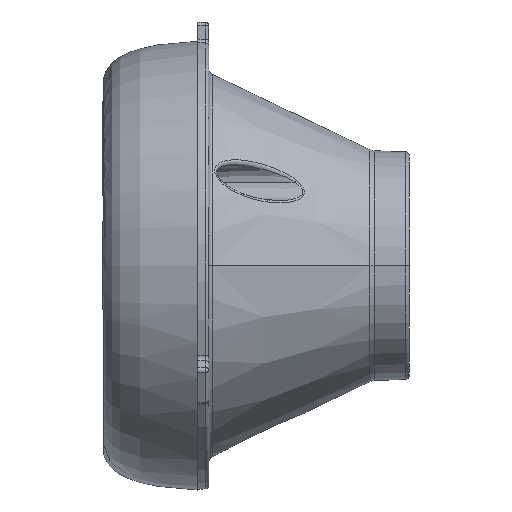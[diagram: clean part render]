
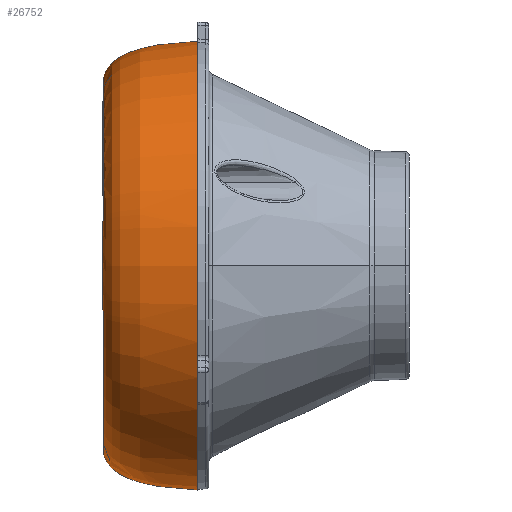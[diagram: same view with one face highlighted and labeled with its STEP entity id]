
A CAD part, left-side view. The second image highlights one B-rep face of the part: STEP entity #26752.
In plain terms, the highlighted face is a revolution surface.
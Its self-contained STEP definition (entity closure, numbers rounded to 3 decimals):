
#23088=CARTESIAN_POINT('',(-30.25,0.,0.));
#23089=CARTESIAN_POINT('',(-30.197,1.51,0.));
#23090=CARTESIAN_POINT('',(-30.039,3.693,0.));
#23091=CARTESIAN_POINT('',(-29.604,6.372,0.));
#23092=CARTESIAN_POINT('',(-29.138,8.236,0.));
#23093=CARTESIAN_POINT('',(-28.494,9.916,0.));
#23094=CARTESIAN_POINT('',(-27.761,11.113,0.));
#23095=CARTESIAN_POINT('',(-27.006,11.895,0.));
#23096=CARTESIAN_POINT('',(-26.332,12.371,
0.));
#23097=CARTESIAN_POINT('',(-25.774,12.602,
0.));
#23098=CARTESIAN_POINT('',(-25.45,12.684,0.));
#23099=CARTESIAN_POINT('',(-25.43,12.689,0.));
#23106=CARTESIAN_POINT('',(30.25,0.,0.));
#23107=CARTESIAN_POINT('',(30.197,1.51,0.));
#23108=CARTESIAN_POINT('',(30.039,3.693,0.));
#23109=CARTESIAN_POINT('',(29.604,6.372,0.));
#23110=CARTESIAN_POINT('',(29.138,8.236,0.));
#23111=CARTESIAN_POINT('',(28.494,9.916,
0.));
#23112=CARTESIAN_POINT('',(27.761,11.113,
0.));
#23113=CARTESIAN_POINT('',(27.006,11.895,
0.));
#23114=CARTESIAN_POINT('',(26.332,12.371,
0.));
#23115=CARTESIAN_POINT('',(25.774,12.602,
0.));
#23116=CARTESIAN_POINT('',(25.45,12.684,
0.));
#23117=CARTESIAN_POINT('',(25.43,12.689,
0.));
#23129=CARTESIAN_POINT('',(5.703,12.8,23.806));
#23130=CARTESIAN_POINT('',(5.731,12.8,23.882));
#23131=CARTESIAN_POINT('',(5.802,12.796,24.025));
#23132=CARTESIAN_POINT('',(5.962,12.777,24.221));
#23133=CARTESIAN_POINT('',(6.158,12.75,24.371));
#23134=CARTESIAN_POINT('',(6.37,12.723,24.465));
#23135=CARTESIAN_POINT('',(6.577,12.702,24.506));
#23136=CARTESIAN_POINT('',(6.767,12.691,24.504));
#23137=CARTESIAN_POINT('',(6.877,12.689,24.483));
#23138=CARTESIAN_POINT('',(6.928,12.689,24.468));
#23140=CARTESIAN_POINT('',(0.,12.689,0.));
#23141=DIRECTION('',(0.,1.,0.));
#23142=DIRECTION('',(0.272,0.,0.962));
#23143=AXIS2_PLACEMENT_3D('',#23140,#23141,#23142);
#23145=CARTESIAN_POINT('',(0.,0.,0.));
#23146=DIRECTION('',(0.,-1.,0.));
#23147=DIRECTION('',(1.,0.,0.));
#23148=AXIS2_PLACEMENT_3D('',#23145,#23146,#23147);
#23150=CARTESIAN_POINT('',(0.,12.689,0.));
#23151=DIRECTION('',(0.,1.,0.));
#23152=DIRECTION('',(-1.,0.,0.));
#23153=AXIS2_PLACEMENT_3D('',#23150,#23151,#23152);
#23155=CARTESIAN_POINT('',(-6.928,12.689,
24.468));
#23156=CARTESIAN_POINT('',(-6.859,12.689,
24.487));
#23157=CARTESIAN_POINT('',(-6.72,12.693,
24.51));
#23158=CARTESIAN_POINT('',(-6.502,12.709,
24.498));
#23159=CARTESIAN_POINT('',(-6.289,12.733,
24.435));
#23160=CARTESIAN_POINT('',(-6.098,12.758,
24.33));
#23161=CARTESIAN_POINT('',(-5.934,12.78,
24.19));
#23162=CARTESIAN_POINT('',(-5.795,12.796,
24.011));
#23163=CARTESIAN_POINT('',(-5.73,12.8,
23.878));
#23164=CARTESIAN_POINT('',(-5.703,12.8,23.806));
#23166=CARTESIAN_POINT('',(0.,12.8,0.));
#23167=DIRECTION('',(0.,1.,0.));
#23168=DIRECTION('',(-0.233,0.,0.972));
#23169=AXIS2_PLACEMENT_3D('',#23166,#23167,#23168);
#23277=CARTESIAN_POINT('',(5.703,12.8,23.806));
#26096=CARTESIAN_POINT('',(30.25,0.,0.));
#26097=CARTESIAN_POINT('',(-30.25,0.,0.));
#26098=VERTEX_POINT('',#26096);
#26099=VERTEX_POINT('',#26097);
#26288=VERTEX_POINT('',#23277);
#26290=VERTEX_POINT('',#23138);
#26291=CARTESIAN_POINT('',(25.43,12.689,
0.));
#26292=VERTEX_POINT('',#26291);
#26293=CARTESIAN_POINT('',(-25.43,12.689,0.));
#26294=VERTEX_POINT('',#26293);
#26295=CARTESIAN_POINT('',(-6.928,12.689,
24.468));
#26296=VERTEX_POINT('',#26295);
#26299=VERTEX_POINT('',#23164);
#26725=CARTESIAN_POINT('',(24.327,12.797,0.));
#26726=CARTESIAN_POINT('',(25.121,12.824,0.));
#26727=CARTESIAN_POINT('',(26.327,12.483,0.));
#26728=CARTESIAN_POINT('',(27.582,11.396,0.));
#26729=CARTESIAN_POINT('',(28.483,9.943,0.));
#26730=CARTESIAN_POINT('',(29.357,7.666,0.));
#26731=CARTESIAN_POINT('',(29.997,4.351,0.));
#26732=CARTESIAN_POINT('',(30.205,1.386,0.));
#26733=CARTESIAN_POINT('',(30.255,-0.154,0.));
#26735=CARTESIAN_POINT('',(0.,13.44,0.));
#26736=DIRECTION('',(0.,-1.,0.));
#26737=AXIS1_PLACEMENT('',#26735,#26736);
#26738=SURFACE_OF_REVOLUTION('',#26734,#26737);
#26740=ORIENTED_EDGE('',*,*,#26739,.T.);
#26741=ORIENTED_EDGE('',*,*,#26712,.T.);
#26742=ORIENTED_EDGE('',*,*,#26701,.F.);
#26743=ORIENTED_EDGE('',*,*,#26672,.T.);
#26744=ORIENTED_EDGE('',*,*,#26698,.T.);
#26745=ORIENTED_EDGE('',*,*,#26720,.T.);
#26747=ORIENTED_EDGE('',*,*,#26746,.T.);
#26749=ORIENTED_EDGE('',*,*,#26748,.T.);
#26750=EDGE_LOOP('',(#26740,#26741,#26742,#26743,#26744,#26745,#26747,#26749));
#26751=FACE_OUTER_BOUND('',#26750,.F.);
#26752=ADVANCED_FACE('',(#26751),#26738,.T.);
#23100=B_SPLINE_CURVE_WITH_KNOTS('',3,(#23088,#23089,#23090,#23091,#23092,
#23093,#23094,#23095,#23096,#23097,#23098,#23099),.UNSPECIFIED.,.F.,.F.,(4,1,1,
1,1,1,1,1,1,4),(0.,0.265,0.398,0.531,
0.664,0.796,0.863,0.929,
0.996,1.),.UNSPECIFIED.);
#23118=B_SPLINE_CURVE_WITH_KNOTS('',3,(#23106,#23107,#23108,#23109,#23110,
#23111,#23112,#23113,#23114,#23115,#23116,#23117),.UNSPECIFIED.,.F.,.F.,(4,1,1,
1,1,1,1,1,1,4),(0.,0.265,0.398,0.531,
0.664,0.796,0.863,0.929,
0.996,1.),.UNSPECIFIED.);
#23139=B_SPLINE_CURVE_WITH_KNOTS('',3,(#23129,#23130,#23131,#23132,#23133,
#23134,#23135,#23136,#23137,#23138),.UNSPECIFIED.,.F.,.F.,(4,1,1,1,1,1,1,4),(
0.,0.143,0.286,0.429,0.571,
0.714,0.857,1.),.UNSPECIFIED.);
#23144=CIRCLE('',#23143,25.43);
#23149=CIRCLE('',#23148,30.25);
#23154=CIRCLE('',#23153,25.43);
#23165=B_SPLINE_CURVE_WITH_KNOTS('',3,(#23155,#23156,#23157,#23158,#23159,
#23160,#23161,#23162,#23163,#23164),.UNSPECIFIED.,.F.,.F.,(4,1,1,1,1,1,1,4),(
0.,0.143,0.286,0.429,0.571,
0.714,0.857,1.),.UNSPECIFIED.);
#23170=CIRCLE('',#23169,24.48);
#26672=EDGE_CURVE('',#26098,#26099,#23149,.T.);
#26698=EDGE_CURVE('',#26099,#26294,#23100,.T.);
#26701=EDGE_CURVE('',#26098,#26292,#23118,.T.);
#26712=EDGE_CURVE('',#26290,#26292,#23144,.T.);
#26720=EDGE_CURVE('',#26294,#26296,#23154,.T.);
#26734=B_SPLINE_CURVE_WITH_KNOTS('',3,(#26725,#26726,#26727,#26728,#26729,
#26730,#26731,#26732,#26733),.UNSPECIFIED.,.F.,.F.,(4,1,1,1,1,1,4),(0.,
0.125,0.25,0.375,0.5,0.75,1.),.UNSPECIFIED.);
#26739=EDGE_CURVE('',#26288,#26290,#23139,.T.);
#26746=EDGE_CURVE('',#26296,#26299,#23165,.T.);
#26748=EDGE_CURVE('',#26299,#26288,#23170,.T.);
